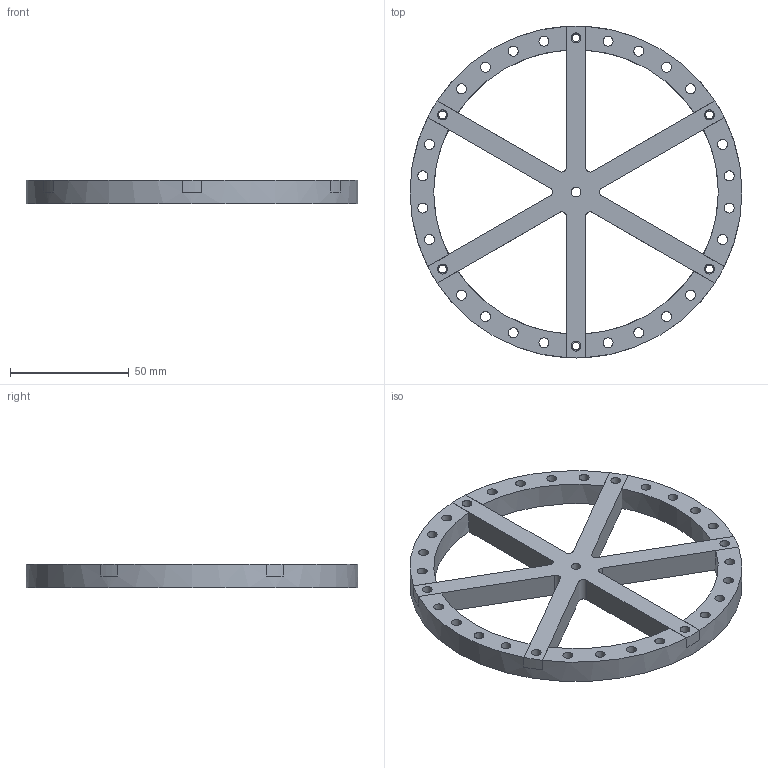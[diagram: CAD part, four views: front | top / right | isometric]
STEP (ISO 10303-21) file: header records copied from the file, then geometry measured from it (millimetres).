
FILE_DESCRIPTION(/* description */ (''),/* implementation_level */ '2;1');
FILE_NAME(/* name */ 'improved flywheel v6.step',/* time_stamp */ '2023-12-05T10:31:38+01:00',/* author */ (''),/* organization */ (''),/* preprocessor_version */ 'ST-DEVELOPER v20',/* originating_system */ 'Autodesk Translation Framework v12.14.0.127',/* authorisation */ '');
FILE_SCHEMA (('AUTOMOTIVE_DESIGN { 1 0 10303 214 3 1 1 }'));
Length unit declared in the file: millimetre
Products named in the file (1): improved flywheel
Bounding box: 140 x 140 x 10 mm (x, y, z)
Volume: 63920.3 mm3; surface area: 33254.6 mm2
Topology: 2 solids, 2 shells, 103 faces, 302 edges, 202 vertices
Faces by surface type: cylinder 58, plane 45
Full cylindrical faces by diameter (mm): 3.3 x7, 4 x1, 4.2 x30, 120 x1, 140 x1
Entity records: 3754 total; most frequent: CARTESIAN_POINT 692, DIRECTION 644, ORIENTED_EDGE 604, EDGE_CURVE 302, AXIS2_PLACEMENT_3D 242, VERTEX_POINT 202, EDGE_LOOP 180, LINE 160
